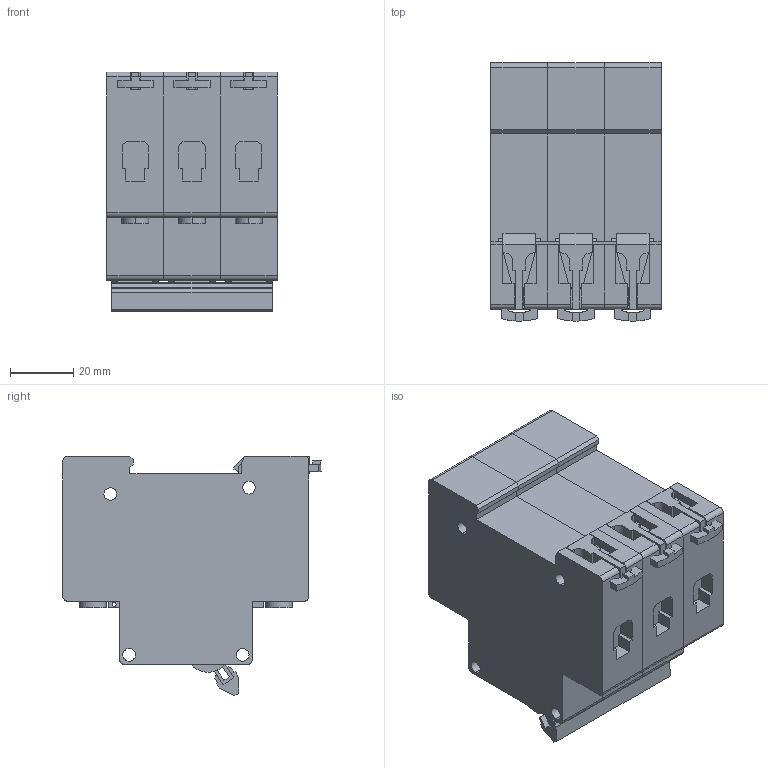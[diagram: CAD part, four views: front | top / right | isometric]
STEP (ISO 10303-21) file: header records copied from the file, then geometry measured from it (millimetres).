
FILE_DESCRIPTION (( 'STEP AP203' ), '1' );
FILE_NAME ('ﾂﾀ 47-29 3ﾐ EKF Basic.STEP', '2016-11-11T13:17:08', ( '' ), ( '' ), 'SwSTEP 2.0', 'SolidWorks 2014', '' );
FILE_SCHEMA (( 'CONFIG_CONTROL_DESIGN' ));
Length unit declared in the file: millimetre
Products named in the file (10): ﾂﾀ 47-29 3ﾐ EKF Basic; 臍 47-29 1P EKF Basic; 臍 47-29 1P EKF Basic-1; 臍 47-29 EKF Basic-1; øëÿïêà âèíòà(00); âûêëþ÷àòåëü; 臍 47-29 1P EKF Basic-2; 櫻蠉錪2-1; ñîåäèíèòåëü âûêëþ÷àòåëåé(3P); 櫻蠉錪1-1
Assembly tree (22 placements, depth 3):
  ﾂﾀ 47-29 3ﾐ EKF Basic
    臍 47-29 1P EKF Basic
      臍 47-29 EKF Basic-1
      øëÿïêà âèíòà(00)  x2
      âûêëþ÷àòåëü
      櫻蠉錪2-1
      櫻蠉錪1-1
    臍 47-29 1P EKF Basic-1
      臍 47-29 EKF Basic-1
      øëÿïêà âèíòà(00)  x2
      âûêëþ÷àòåëü
      櫻蠉錪2-1
      櫻蠉錪1-1
    臍 47-29 1P EKF Basic-2
      臍 47-29 EKF Basic-1
      øëÿïêà âèíòà(00)  x2
      âûêëþ÷àòåëü
      櫻蠉錪2-1
      櫻蠉錪1-1
    ñîåäèíèòåëü âûêëþ÷àòåëåé(3P)
Bounding box: 54 x 81.85 x 75.97 mm (x, y, z)
Volume: 230158.3 mm3; surface area: 56153 mm2
Topology: 25 solids, 25 shells, 743 faces, 1950 edges, 1290 vertices
Faces by surface type: plane 569, cylinder 174
Entity records: 9020 total; most frequent: CARTESIAN_POINT 1343, DIRECTION 1312, ORIENTED_EDGE 1288, EDGE_CURVE 644, LINE 522, VECTOR 522, VERTEX_POINT 426, AXIS2_PLACEMENT_3D 395
